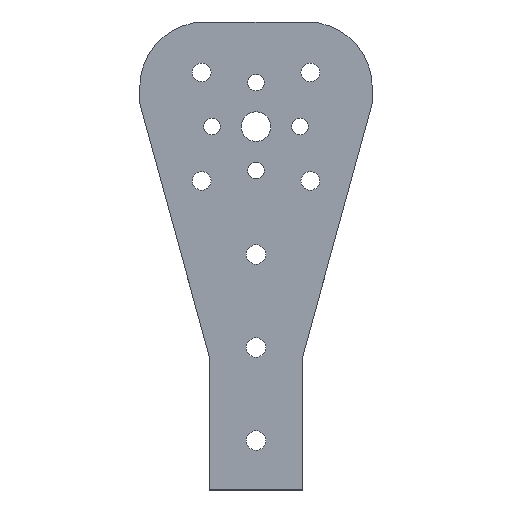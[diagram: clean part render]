
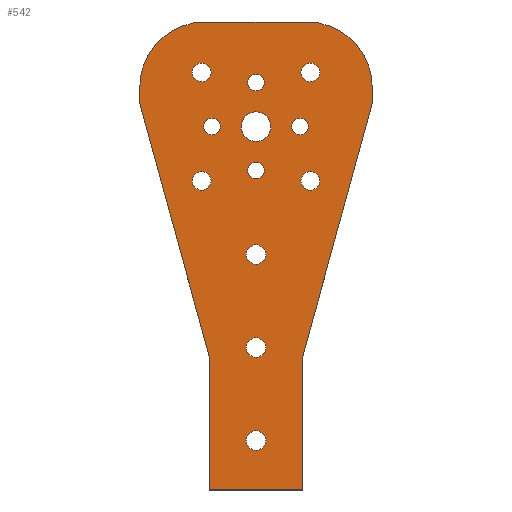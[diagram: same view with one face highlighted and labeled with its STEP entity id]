
A CAD part, top view. The second image highlights one B-rep face of the part: STEP entity #542.
In plain terms, the highlighted planar face has unit normal (0, 0, 1).
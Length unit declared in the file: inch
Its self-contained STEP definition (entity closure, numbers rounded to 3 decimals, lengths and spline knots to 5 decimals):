
#27=FACE_BOUND('',#113,.T.);
#28=FACE_BOUND('',#114,.T.);
#29=FACE_BOUND('',#115,.T.);
#30=FACE_BOUND('',#116,.T.);
#31=FACE_BOUND('',#117,.T.);
#32=FACE_BOUND('',#118,.T.);
#33=FACE_BOUND('',#119,.T.);
#34=FACE_BOUND('',#120,.T.);
#35=FACE_BOUND('',#121,.T.);
#36=FACE_BOUND('',#122,.T.);
#37=FACE_BOUND('',#123,.T.);
#38=FACE_BOUND('',#124,.T.);
#48=PLANE('',#622);
#74=FACE_OUTER_BOUND('',#112,.T.);
#112=EDGE_LOOP('',(#477,#478,#479,#480,#481,#482,#483,#484,#485,#486,#487,
#488));
#113=EDGE_LOOP('',(#489));
#114=EDGE_LOOP('',(#490));
#115=EDGE_LOOP('',(#491));
#116=EDGE_LOOP('',(#492));
#117=EDGE_LOOP('',(#493));
#118=EDGE_LOOP('',(#494));
#119=EDGE_LOOP('',(#495));
#120=EDGE_LOOP('',(#496));
#121=EDGE_LOOP('',(#497));
#122=EDGE_LOOP('',(#498));
#123=EDGE_LOOP('',(#499));
#124=EDGE_LOOP('',(#500));
#129=LINE('',#796,#169);
#134=LINE('',#811,#174);
#147=LINE('',#874,#187);
#155=LINE('',#900,#195);
#160=LINE('',#918,#200);
#161=LINE('',#921,#201);
#163=LINE('',#924,#203);
#164=LINE('',#926,#204);
#169=VECTOR('',#637,0.3937);
#174=VECTOR('',#650,0.3937);
#187=VECTOR('',#719,0.3937);
#195=VECTOR('',#745,0.3937);
#200=VECTOR('',#768,0.3937);
#201=VECTOR('',#771,0.3937);
#203=VECTOR('',#775,0.3937);
#204=VECTOR('',#778,0.3937);
#206=CIRCLE('',#567,0.25);
#208=CIRCLE('',#571,0.25);
#209=CIRCLE('',#574,0.1005);
#211=CIRCLE('',#577,0.1005);
#213=CIRCLE('',#580,0.1005);
#215=CIRCLE('',#583,0.1005);
#217=CIRCLE('',#586,0.0885);
#219=CIRCLE('',#589,0.0885);
#221=CIRCLE('',#592,0.0885);
#223=CIRCLE('',#595,0.0885);
#225=CIRCLE('',#598,0.7);
#232=CIRCLE('',#608,0.7);
#233=CIRCLE('',#611,0.1045);
#234=CIRCLE('',#613,0.10474);
#235=CIRCLE('',#615,0.15945);
#236=CIRCLE('',#617,0.1045);
#239=VERTEX_POINT('',#786);
#240=VERTEX_POINT('',#788);
#242=VERTEX_POINT('',#794);
#245=VERTEX_POINT('',#801);
#246=VERTEX_POINT('',#803);
#248=VERTEX_POINT('',#809);
#249=VERTEX_POINT('',#813);
#251=VERTEX_POINT('',#819);
#253=VERTEX_POINT('',#825);
#255=VERTEX_POINT('',#831);
#257=VERTEX_POINT('',#837);
#259=VERTEX_POINT('',#843);
#261=VERTEX_POINT('',#849);
#263=VERTEX_POINT('',#855);
#265=VERTEX_POINT('',#861);
#266=VERTEX_POINT('',#862);
#270=VERTEX_POINT('',#872);
#278=VERTEX_POINT('',#894);
#279=VERTEX_POINT('',#895);
#280=VERTEX_POINT('',#902);
#281=VERTEX_POINT('',#906);
#282=VERTEX_POINT('',#910);
#283=VERTEX_POINT('',#914);
#284=VERTEX_POINT('',#920);
#287=EDGE_CURVE('',#239,#240,#206,.T.);
#291=EDGE_CURVE('',#239,#242,#129,.T.);
#294=EDGE_CURVE('',#245,#246,#208,.T.);
#298=EDGE_CURVE('',#245,#248,#134,.T.);
#299=EDGE_CURVE('',#249,#249,#209,.T.);
#302=EDGE_CURVE('',#251,#251,#211,.T.);
#305=EDGE_CURVE('',#253,#253,#213,.T.);
#308=EDGE_CURVE('',#255,#255,#215,.T.);
#311=EDGE_CURVE('',#257,#257,#217,.T.);
#314=EDGE_CURVE('',#259,#259,#219,.T.);
#317=EDGE_CURVE('',#261,#261,#221,.T.);
#320=EDGE_CURVE('',#263,#263,#223,.T.);
#323=EDGE_CURVE('',#265,#266,#225,.T.);
#329=EDGE_CURVE('',#265,#270,#147,.T.);
#340=EDGE_CURVE('',#278,#279,#232,.T.);
#343=EDGE_CURVE('',#248,#279,#155,.T.);
#344=EDGE_CURVE('',#280,#280,#233,.T.);
#346=EDGE_CURVE('',#281,#281,#234,.T.);
#348=EDGE_CURVE('',#282,#282,#235,.T.);
#350=EDGE_CURVE('',#283,#283,#236,.T.);
#352=EDGE_CURVE('',#278,#266,#160,.T.);
#353=EDGE_CURVE('',#284,#246,#161,.T.);
#355=EDGE_CURVE('',#242,#284,#163,.T.);
#356=EDGE_CURVE('',#270,#240,#164,.T.);
#477=ORIENTED_EDGE('',*,*,#323,.F.);
#478=ORIENTED_EDGE('',*,*,#329,.T.);
#479=ORIENTED_EDGE('',*,*,#356,.T.);
#480=ORIENTED_EDGE('',*,*,#287,.F.);
#481=ORIENTED_EDGE('',*,*,#291,.T.);
#482=ORIENTED_EDGE('',*,*,#355,.T.);
#483=ORIENTED_EDGE('',*,*,#353,.T.);
#484=ORIENTED_EDGE('',*,*,#294,.F.);
#485=ORIENTED_EDGE('',*,*,#298,.T.);
#486=ORIENTED_EDGE('',*,*,#343,.T.);
#487=ORIENTED_EDGE('',*,*,#340,.F.);
#488=ORIENTED_EDGE('',*,*,#352,.T.);
#489=ORIENTED_EDGE('',*,*,#299,.T.);
#490=ORIENTED_EDGE('',*,*,#302,.T.);
#491=ORIENTED_EDGE('',*,*,#305,.T.);
#492=ORIENTED_EDGE('',*,*,#308,.T.);
#493=ORIENTED_EDGE('',*,*,#311,.T.);
#494=ORIENTED_EDGE('',*,*,#314,.T.);
#495=ORIENTED_EDGE('',*,*,#317,.T.);
#496=ORIENTED_EDGE('',*,*,#320,.T.);
#497=ORIENTED_EDGE('',*,*,#350,.T.);
#498=ORIENTED_EDGE('',*,*,#348,.T.);
#499=ORIENTED_EDGE('',*,*,#346,.T.);
#500=ORIENTED_EDGE('',*,*,#344,.T.);
#542=ADVANCED_FACE('',(#74,#27,#28,#29,#30,#31,#32,#33,#34,#35,#36,#37,
#38),#48,.T.);
#567=AXIS2_PLACEMENT_3D('',#789,#630,#631);
#571=AXIS2_PLACEMENT_3D('',#804,#643,#644);
#574=AXIS2_PLACEMENT_3D('',#814,#653,#654);
#577=AXIS2_PLACEMENT_3D('',#820,#660,#661);
#580=AXIS2_PLACEMENT_3D('',#826,#667,#668);
#583=AXIS2_PLACEMENT_3D('',#832,#674,#675);
#586=AXIS2_PLACEMENT_3D('',#838,#681,#682);
#589=AXIS2_PLACEMENT_3D('',#844,#688,#689);
#592=AXIS2_PLACEMENT_3D('',#850,#695,#696);
#595=AXIS2_PLACEMENT_3D('',#856,#702,#703);
#598=AXIS2_PLACEMENT_3D('',#863,#709,#710);
#608=AXIS2_PLACEMENT_3D('',#896,#739,#740);
#611=AXIS2_PLACEMENT_3D('',#903,#748,#749);
#613=AXIS2_PLACEMENT_3D('',#907,#753,#754);
#615=AXIS2_PLACEMENT_3D('',#911,#758,#759);
#617=AXIS2_PLACEMENT_3D('',#915,#763,#764);
#622=AXIS2_PLACEMENT_3D('',#927,#779,#780);
#630=DIRECTION('center_axis',(0.,0.,1.));
#631=DIRECTION('ref_axis',(0.991,0.134,0.));
#637=DIRECTION('',(0.,-1.,0.));
#643=DIRECTION('center_axis',(0.,0.,1.));
#644=DIRECTION('ref_axis',(-0.991,0.134,0.));
#650=DIRECTION('',(0.265,0.964,0.));
#653=DIRECTION('center_axis',(0.,0.,-1.));
#654=DIRECTION('ref_axis',(0.,-1.,0.));
#660=DIRECTION('center_axis',(0.,0.,-1.));
#661=DIRECTION('ref_axis',(-1.,0.,0.));
#667=DIRECTION('center_axis',(0.,0.,-1.));
#668=DIRECTION('ref_axis',(0.,1.,0.));
#674=DIRECTION('center_axis',(0.,0.,-1.));
#675=DIRECTION('ref_axis',(1.,0.,0.));
#681=DIRECTION('center_axis',(0.,0.,-1.));
#682=DIRECTION('ref_axis',(0.,-1.,0.));
#688=DIRECTION('center_axis',(0.,0.,-1.));
#689=DIRECTION('ref_axis',(-1.,0.,0.));
#695=DIRECTION('center_axis',(0.,0.,-1.));
#696=DIRECTION('ref_axis',(0.,1.,0.));
#702=DIRECTION('center_axis',(0.,0.,-1.));
#703=DIRECTION('ref_axis',(1.,0.,0.));
#709=DIRECTION('center_axis',(0.,0.,-1.));
#710=DIRECTION('ref_axis',(-0.707,0.707,0.));
#719=DIRECTION('',(0.,-1.,0.));
#739=DIRECTION('center_axis',(0.,0.,-1.));
#740=DIRECTION('ref_axis',(0.707,0.707,0.));
#745=DIRECTION('',(0.,1.,0.));
#748=DIRECTION('center_axis',(0.,0.,-1.));
#749=DIRECTION('ref_axis',(-1.,0.,0.));
#753=DIRECTION('center_axis',(0.,0.,-1.));
#754=DIRECTION('ref_axis',(-1.,0.,0.));
#758=DIRECTION('center_axis',(0.,0.,-1.));
#759=DIRECTION('ref_axis',(-1.,0.,0.));
#763=DIRECTION('center_axis',(0.,0.,-1.));
#764=DIRECTION('ref_axis',(-1.,0.,0.));
#768=DIRECTION('',(-1.,0.,0.));
#771=DIRECTION('',(0.,1.,0.));
#775=DIRECTION('',(1.,0.,0.));
#778=DIRECTION('',(0.265,-0.964,0.));
#779=DIRECTION('center_axis',(0.,0.,1.));
#780=DIRECTION('ref_axis',(1.,0.,0.));
#786=CARTESIAN_POINT('',(0.75,-0.63822,0.13));
#788=CARTESIAN_POINT('',(0.74107,-0.57198,0.13));
#789=CARTESIAN_POINT('Origin',(0.5,-0.63822,0.13));
#794=CARTESIAN_POINT('',(0.75,-2.03142,0.13));
#796=CARTESIAN_POINT('',(0.75,-0.6045,0.13));
#801=CARTESIAN_POINT('',(1.75893,-0.57198,0.13));
#803=CARTESIAN_POINT('',(1.75,-0.63822,0.13));
#804=CARTESIAN_POINT('Origin',(2.,-0.63822,0.13));
#809=CARTESIAN_POINT('',(2.5,2.125,0.13));
#811=CARTESIAN_POINT('',(1.75,-0.6045,0.13));
#813=CARTESIAN_POINT('',(1.83336,1.39214,0.13));
#814=CARTESIAN_POINT('Origin',(1.83336,1.29164,0.13));
#819=CARTESIAN_POINT('',(0.76714,1.29164,0.13));
#820=CARTESIAN_POINT('Origin',(0.66664,1.29164,0.13));
#825=CARTESIAN_POINT('',(0.66664,2.35786,0.13));
#826=CARTESIAN_POINT('Origin',(0.66664,2.45836,0.13));
#831=CARTESIAN_POINT('',(1.73286,2.45836,0.13));
#832=CARTESIAN_POINT('Origin',(1.83336,2.45836,0.13));
#837=CARTESIAN_POINT('',(1.72244,1.9635,0.13));
#838=CARTESIAN_POINT('Origin',(1.72244,1.875,0.13));
#843=CARTESIAN_POINT('',(1.3385,1.40256,0.13));
#844=CARTESIAN_POINT('Origin',(1.25,1.40256,0.13));
#849=CARTESIAN_POINT('',(0.77756,1.7865,0.13));
#850=CARTESIAN_POINT('Origin',(0.77756,1.875,0.13));
#855=CARTESIAN_POINT('',(1.1615,2.34744,0.13));
#856=CARTESIAN_POINT('Origin',(1.25,2.34744,0.13));
#861=CARTESIAN_POINT('',(0.,2.3,0.13));
#862=CARTESIAN_POINT('',(0.7,3.,0.13));
#863=CARTESIAN_POINT('Origin',(0.7,2.3,0.13));
#872=CARTESIAN_POINT('',(0.,2.125,0.13));
#874=CARTESIAN_POINT('',(0.,3.,0.13));
#894=CARTESIAN_POINT('',(1.8,3.,0.13));
#895=CARTESIAN_POINT('',(2.5,2.3,0.13));
#896=CARTESIAN_POINT('Origin',(1.8,2.3,0.13));
#900=CARTESIAN_POINT('',(2.5,2.125,0.13));
#902=CARTESIAN_POINT('',(1.3545,-0.5,0.13));
#903=CARTESIAN_POINT('Origin',(1.25,-0.5,0.13));
#906=CARTESIAN_POINT('',(1.35474,-1.5,0.13));
#907=CARTESIAN_POINT('Origin',(1.25,-1.5,0.13));
#910=CARTESIAN_POINT('',(1.40945,1.875,0.13));
#911=CARTESIAN_POINT('Origin',(1.25,1.875,0.13));
#914=CARTESIAN_POINT('',(1.3545,0.5,0.13));
#915=CARTESIAN_POINT('Origin',(1.25,0.5,0.13));
#918=CARTESIAN_POINT('',(2.5,3.,0.13));
#920=CARTESIAN_POINT('',(1.75,-2.03142,0.13));
#921=CARTESIAN_POINT('',(1.75,-2.03142,0.13));
#924=CARTESIAN_POINT('',(0.75,-2.03142,0.13));
#926=CARTESIAN_POINT('',(0.,2.125,0.13));
#927=CARTESIAN_POINT('Origin',(1.25,0.48429,0.13));
